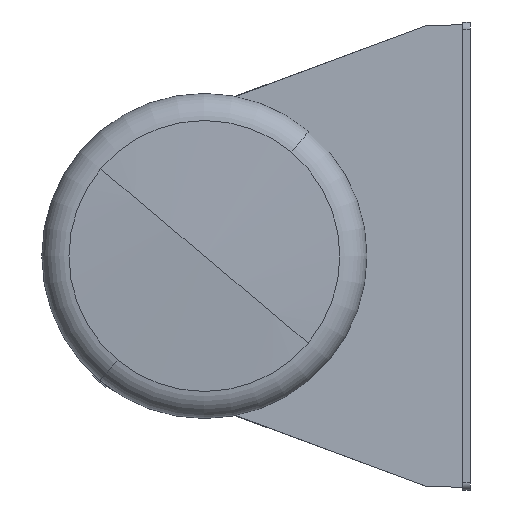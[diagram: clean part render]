
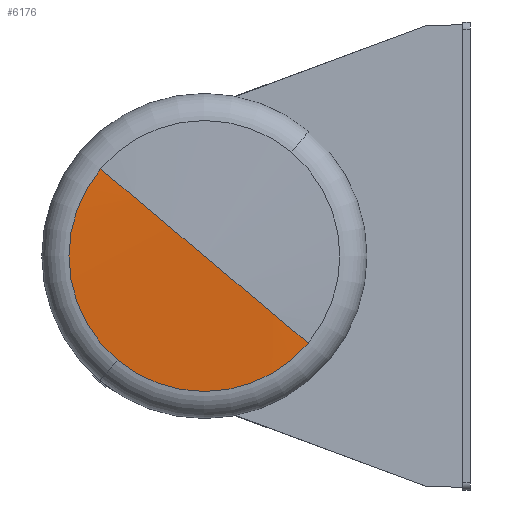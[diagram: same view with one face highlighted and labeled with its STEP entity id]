
A CAD part, left-side view. The second image highlights one B-rep face of the part: STEP entity #6176.
In plain terms, the highlighted spherical face has radius 200 mm.
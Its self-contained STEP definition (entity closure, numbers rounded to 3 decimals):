
#271 = CIRCLE ( 'NONE', #274, 200. ) ;
#274 = AXIS2_PLACEMENT_3D ( 'NONE', #4269, #4270, #4271 ) ;
#341 = AXIS2_PLACEMENT_3D ( 'NONE', #4211, #4212, #4213 ) ;
#344 = AXIS2_PLACEMENT_3D ( 'NONE', #4266, #4267, #4268 ) ;
#352 = CIRCLE ( 'NONE', #341, 18.089 ) ;
#387 = CIRCLE ( 'NONE', #344, 200. ) ;
#429 = AXIS2_PLACEMENT_3D ( 'NONE', #2031, #2032, #2033 ) ;
#445 = CIRCLE ( 'NONE', #429, 18.089 ) ;
#676 = VERTEX_POINT ( 'NONE', #4577 ) ;
#787 = EDGE_LOOP ( 'NONE', ( #4317, #4318, #4319, #4320 ) ) ;
#1156 = VERTEX_POINT ( 'NONE', #4683 ) ;
#1289 = VERTEX_POINT ( 'NONE', #4720 ) ;
#1470 = VERTEX_POINT ( 'NONE', #4766 ) ;
#2031 = CARTESIAN_POINT ( 'NONE',  ( 0., 16.018, 0. ) ) ;
#2032 = DIRECTION ( 'NONE',  ( 0., 1., 0. ) ) ;
#2033 = DIRECTION ( 'NONE',  ( 0., 0., 1. ) ) ;
#2295 = SPHERICAL_SURFACE ( 'NONE', #5490, 200. ) ;
#2297 = CARTESIAN_POINT ( 'NONE',  ( 0., -183.163, 0. ) ) ;
#2301 = FACE_OUTER_BOUND ( 'NONE', #787, .T. ) ;
#2303 = DIRECTION ( 'NONE',  ( 0., 0., -1. ) ) ;
#2304 = DIRECTION ( 'NONE',  ( 1., 0., 0. ) ) ;
#4211 = CARTESIAN_POINT ( 'NONE',  ( 0., 16.018, 0. ) ) ;
#4212 = DIRECTION ( 'NONE',  ( 0., 1., 0. ) ) ;
#4213 = DIRECTION ( 'NONE',  ( 0., 0., 1. ) ) ;
#4266 = CARTESIAN_POINT ( 'NONE',  ( 0., -183.163, 0. ) ) ;
#4267 = DIRECTION ( 'NONE',  ( 0., 0., -1. ) ) ;
#4268 = DIRECTION ( 'NONE',  ( -1., 0., 0. ) ) ;
#4269 = CARTESIAN_POINT ( 'NONE',  ( 0., -183.163, 0. ) ) ;
#4270 = DIRECTION ( 'NONE',  ( 0., 0., 1. ) ) ;
#4271 = DIRECTION ( 'NONE',  ( 1., 0., 0. ) ) ;
#4317 = ORIENTED_EDGE ( 'NONE', *, *, #6035, .F. ) ;
#4318 = ORIENTED_EDGE ( 'NONE', *, *, #6116, .T. ) ;
#4319 = ORIENTED_EDGE ( 'NONE', *, *, #6017, .T. ) ;
#4320 = ORIENTED_EDGE ( 'NONE', *, *, #6036, .T. ) ;
#4577 = CARTESIAN_POINT ( 'NONE',  ( -18.089, 16.018, 0. ) ) ;
#4683 = CARTESIAN_POINT ( 'NONE',  ( 18.089, 16.018, 0. ) ) ;
#4720 = CARTESIAN_POINT ( 'NONE',  ( 0., 16.838, 0. ) ) ;
#4766 = CARTESIAN_POINT ( 'NONE',  ( 0., 16.018, 18.089 ) ) ;
#5490 = AXIS2_PLACEMENT_3D ( 'NONE', #2297, #2303, #2304 ) ;
#6017 = EDGE_CURVE ( 'NONE', #1470, #1156, #352, .T. ) ;
#6035 = EDGE_CURVE ( 'NONE', #676, #1289, #387, .T. ) ;
#6036 = EDGE_CURVE ( 'NONE', #1156, #1289, #271, .T. ) ;
#6116 = EDGE_CURVE ( 'NONE', #676, #1470, #445, .T. ) ;
#6176 = ADVANCED_FACE ( 'SPHERE_0', ( #2301 ), #2295, .T. ) ;
